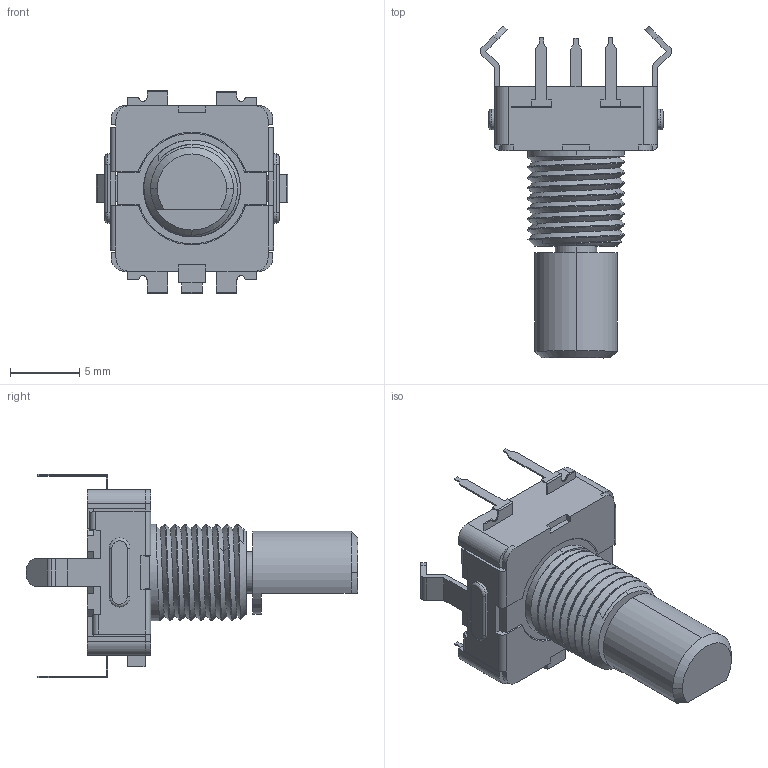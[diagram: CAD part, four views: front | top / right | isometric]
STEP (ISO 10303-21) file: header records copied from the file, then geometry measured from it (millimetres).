
FILE_DESCRIPTION (( 'STEP AP214' ), '1' );
FILE_NAME ('pec11l-4x15f-sxxxx.STEP', '2023-01-30T23:58:40', ( '' ), ( '' ), 'SwSTEP 2.0', 'SolidWorks 2022', '' );
FILE_SCHEMA (( 'AUTOMOTIVE_DESIGN' ));
Length unit declared in the file: inch
Products named in the file (1): pec11l-4x15f-sxxxx
Bounding box: 13.84 x 24.01 x 14.7 mm (x, y, z)
Volume: 764 mm3; surface area: 1661.2 mm2
Topology: 5 solids, 18 shells, 593 faces, 1560 edges, 1015 vertices
Faces by surface type: plane 346, cylinder 182, cone 47, bspline 18
Entity records: 21826 total; most frequent: CARTESIAN_POINT 6469, ORIENTED_EDGE 3104, DIRECTION 3026, EDGE_CURVE 1552, LINE 1066, VECTOR 1066, VERTEX_POINT 1011, AXIS2_PLACEMENT_3D 980
